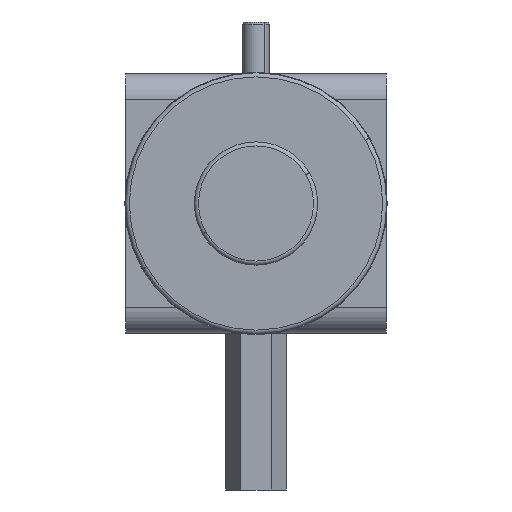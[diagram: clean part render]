
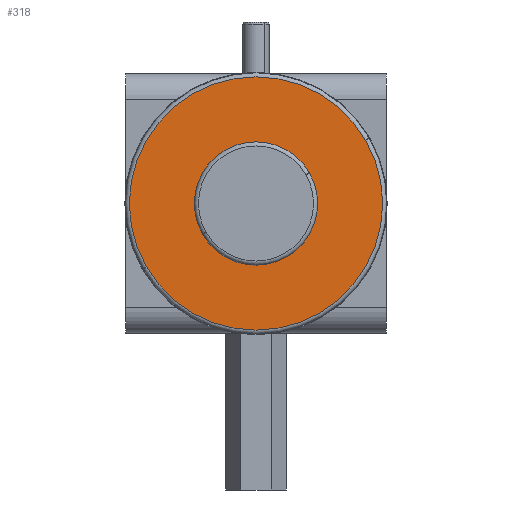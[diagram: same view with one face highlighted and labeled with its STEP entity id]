
A CAD part, left-side view. The second image highlights one B-rep face of the part: STEP entity #318.
In plain terms, the highlighted face is planar.
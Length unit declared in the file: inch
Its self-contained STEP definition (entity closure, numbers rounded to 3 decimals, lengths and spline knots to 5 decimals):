
#228 = DIRECTION ( 'NONE',  ( -1., 0., 0. ) ) ;
#229 = DIRECTION ( 'NONE',  ( 0., 0., -1. ) ) ;
#318 = ADVANCED_FACE ( 'NONE', ( #888, #896 ), #7521, .T. ) ;
#888 = FACE_OUTER_BOUND ( 'NONE', #9638, .T. ) ;
#896 = FACE_BOUND ( 'NONE', #11843, .T. ) ;
#1448 = AXIS2_PLACEMENT_3D ( 'NONE', #7656, #229, #228 ) ;
#1791 = AXIS2_PLACEMENT_3D ( 'NONE', #8842, #8224, #7864 ) ;
#1792 = AXIS2_PLACEMENT_3D ( 'NONE', #8908, #7975, #9066 ) ;
#2062 = AXIS2_PLACEMENT_3D ( 'NONE', #3813, #3820, #3821 ) ;
#2096 = ORIENTED_EDGE ( 'NONE', *, *, #10885, .F. ) ;
#2108 = ORIENTED_EDGE ( 'NONE', *, *, #6546, .F. ) ;
#2190 = ORIENTED_EDGE ( 'NONE', *, *, #6535, .T. ) ;
#2275 = ORIENTED_EDGE ( 'NONE', *, *, #10851, .T. ) ;
#2520 = CIRCLE ( 'NONE', #1791, 1.21563 ) ;
#2539 = CIRCLE ( 'NONE', #1792, 0.592 ) ;
#3172 = CIRCLE ( 'NONE', #2062, 1.21563 ) ;
#3216 = CIRCLE ( 'NONE', #4916, 0.592 ) ;
#3813 = CARTESIAN_POINT ( 'NONE',  ( 1.4, 4.303, -3.762 ) ) ;
#3820 = DIRECTION ( 'NONE',  ( 0., 0., -1. ) ) ;
#3821 = DIRECTION ( 'NONE',  ( -1., 0., 0. ) ) ;
#3904 = CARTESIAN_POINT ( 'NONE',  ( 1.4, 4.303, -3.762 ) ) ;
#3913 = DIRECTION ( 'NONE',  ( 0., 0., -1. ) ) ;
#3914 = DIRECTION ( 'NONE',  ( -1., 0., 0. ) ) ;
#4916 = AXIS2_PLACEMENT_3D ( 'NONE', #3904, #3913, #3914 ) ;
#6535 = EDGE_CURVE ( 'NONE', #7140, #6842, #2520, .T. ) ;
#6546 = EDGE_CURVE ( 'NONE', #7344, #7426, #2539, .T. ) ;
#6842 = VERTEX_POINT ( 'NONE', #7989 ) ;
#7140 = VERTEX_POINT ( 'NONE', #8427 ) ;
#7344 = VERTEX_POINT ( 'NONE', #8213 ) ;
#7426 = VERTEX_POINT ( 'NONE', #8117 ) ;
#7521 = PLANE ( 'NONE',  #1448 ) ;
#7656 = CARTESIAN_POINT ( 'NONE',  ( 1.4, 4.303, -3.762 ) ) ;
#7864 = DIRECTION ( 'NONE',  ( -1., 0., 0. ) ) ;
#7975 = DIRECTION ( 'NONE',  ( 0., 0., -1. ) ) ;
#7989 = CARTESIAN_POINT ( 'NONE',  ( 2.61563, 4.303, -3.762 ) ) ;
#8117 = CARTESIAN_POINT ( 'NONE',  ( 1.992, 4.303, -3.762 ) ) ;
#8213 = CARTESIAN_POINT ( 'NONE',  ( 0.808, 4.303, -3.762 ) ) ;
#8224 = DIRECTION ( 'NONE',  ( 0., 0., -1. ) ) ;
#8427 = CARTESIAN_POINT ( 'NONE',  ( 0.18437, 4.303, -3.762 ) ) ;
#8842 = CARTESIAN_POINT ( 'NONE',  ( 1.4, 4.303, -3.762 ) ) ;
#8908 = CARTESIAN_POINT ( 'NONE',  ( 1.4, 4.303, -3.762 ) ) ;
#9066 = DIRECTION ( 'NONE',  ( -1., 0., 0. ) ) ;
#9638 = EDGE_LOOP ( 'NONE', ( #2190, #2275 ) ) ;
#10851 = EDGE_CURVE ( 'NONE', #6842, #7140, #3172, .T. ) ;
#10885 = EDGE_CURVE ( 'NONE', #7426, #7344, #3216, .T. ) ;
#11843 = EDGE_LOOP ( 'NONE', ( #2096, #2108 ) ) ;
